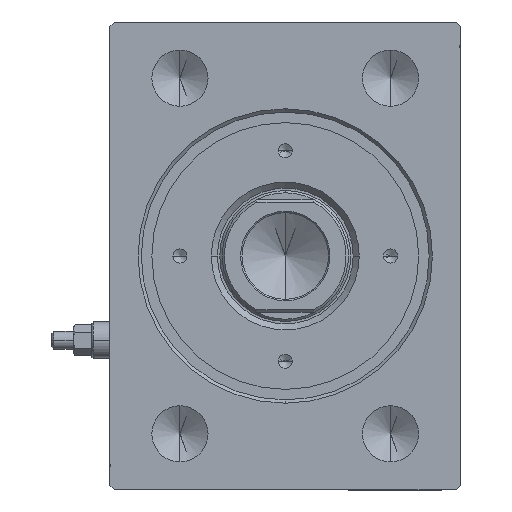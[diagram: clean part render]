
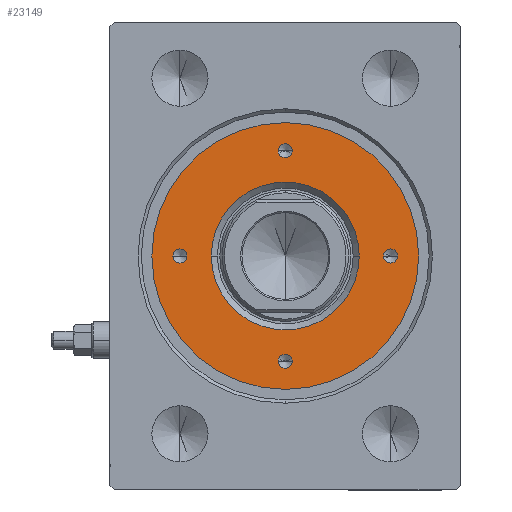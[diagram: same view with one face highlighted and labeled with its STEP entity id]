
A CAD part, left-side view. The second image highlights one B-rep face of the part: STEP entity #23149.
In plain terms, the highlighted face is planar.
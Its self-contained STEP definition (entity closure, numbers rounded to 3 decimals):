
#65 = CARTESIAN_POINT ( 'NONE',  ( 0., 0., 10. ) ) ;
#223 = DIRECTION ( 'NONE',  ( 1., 0., 0. ) ) ;
#324 = DIRECTION ( 'NONE',  ( 1., 0., 0. ) ) ;
#439 = ORIENTED_EDGE ( 'NONE', *, *, #8729, .T. ) ;
#811 = CIRCLE ( 'NONE', #35051, 1.5 ) ;
#905 = ORIENTED_EDGE ( 'NONE', *, *, #43386, .F. ) ;
#937 = DIRECTION ( 'NONE',  ( 0., 0., 1. ) ) ;
#1292 = AXIS2_PLACEMENT_3D ( 'NONE', #19479, #37023, #44080 ) ;
#1665 = FACE_BOUND ( 'NONE', #23332, .T. ) ;
#1963 = DIRECTION ( 'NONE',  ( 1., 0., 0. ) ) ;
#2237 = EDGE_CURVE ( 'NONE', #27144, #16680, #4119, .T. ) ;
#3374 = ORIENTED_EDGE ( 'NONE', *, *, #15664, .F. ) ;
#3673 = CIRCLE ( 'NONE', #10956, 1.5 ) ;
#3799 = CARTESIAN_POINT ( 'NONE',  ( 21., 0., 10. ) ) ;
#3974 = DIRECTION ( 'NONE',  ( 0., 0., 1. ) ) ;
#4119 = CIRCLE ( 'NONE', #29583, 15.8 ) ;
#4792 = CARTESIAN_POINT ( 'NONE',  ( 1.5, 22.5, 10. ) ) ;
#5787 = AXIS2_PLACEMENT_3D ( 'NONE', #29769, #21855, #1963 ) ;
#5810 = CIRCLE ( 'NONE', #24012, 1.5 ) ;
#6874 = EDGE_CURVE ( 'NONE', #8075, #29957, #15923, .T. ) ;
#6944 = DIRECTION ( 'NONE',  ( 1., 0., 0. ) ) ;
#7518 = DIRECTION ( 'NONE',  ( 0., 0., 1. ) ) ;
#7813 = EDGE_LOOP ( 'NONE', ( #3374, #905 ) ) ;
#8075 = VERTEX_POINT ( 'NONE', #36823 ) ;
#8302 = FACE_BOUND ( 'NONE', #15936, .T. ) ;
#8456 = CIRCLE ( 'NONE', #40480, 1.5 ) ;
#8729 = EDGE_CURVE ( 'NONE', #23397, #14828, #10859, .T. ) ;
#9192 = DIRECTION ( 'NONE',  ( 0., 0., 1. ) ) ;
#9688 = CIRCLE ( 'NONE', #42387, 1.5 ) ;
#9883 = CARTESIAN_POINT ( 'NONE',  ( 24., 0., 10. ) ) ;
#10071 = ORIENTED_EDGE ( 'NONE', *, *, #28286, .F. ) ;
#10831 = ORIENTED_EDGE ( 'NONE', *, *, #23398, .T. ) ;
#10859 = CIRCLE ( 'NONE', #5787, 28.5 ) ;
#10956 = AXIS2_PLACEMENT_3D ( 'NONE', #33959, #29628, #29405 ) ;
#11026 = CARTESIAN_POINT ( 'NONE',  ( -22.5, 0., 10. ) ) ;
#11046 = DIRECTION ( 'NONE',  ( 0., 0., -1. ) ) ;
#11100 = EDGE_LOOP ( 'NONE', ( #44627, #43716 ) ) ;
#12157 = FACE_BOUND ( 'NONE', #11100, .T. ) ;
#12616 = FACE_OUTER_BOUND ( 'NONE', #24002, .T. ) ;
#12958 = DIRECTION ( 'NONE',  ( 1., 0., 0. ) ) ;
#13235 = EDGE_CURVE ( 'NONE', #16680, #27144, #39363, .T. ) ;
#14379 = CARTESIAN_POINT ( 'NONE',  ( -21., 0., 10. ) ) ;
#14828 = VERTEX_POINT ( 'NONE', #32150 ) ;
#15246 = DIRECTION ( 'NONE',  ( 1., 0., 0. ) ) ;
#15664 = EDGE_CURVE ( 'NONE', #38247, #17360, #3673, .T. ) ;
#15923 = CIRCLE ( 'NONE', #19557, 1.5 ) ;
#15936 = EDGE_LOOP ( 'NONE', ( #42563, #10071 ) ) ;
#16069 = CARTESIAN_POINT ( 'NONE',  ( 0., 0., 10. ) ) ;
#16438 = ORIENTED_EDGE ( 'NONE', *, *, #21998, .F. ) ;
#16680 = VERTEX_POINT ( 'NONE', #28957 ) ;
#17360 = VERTEX_POINT ( 'NONE', #29475 ) ;
#17705 = AXIS2_PLACEMENT_3D ( 'NONE', #65, #937, #20788 ) ;
#17773 = CARTESIAN_POINT ( 'NONE',  ( -22.5, 0., 10. ) ) ;
#18075 = CARTESIAN_POINT ( 'NONE',  ( 0., 22.5, 10. ) ) ;
#18760 = FACE_BOUND ( 'NONE', #7813, .T. ) ;
#19120 = EDGE_CURVE ( 'NONE', #33709, #37845, #811, .T. ) ;
#19214 = FACE_BOUND ( 'NONE', #43444, .T. ) ;
#19479 = CARTESIAN_POINT ( 'NONE',  ( 0., -22.5, 10. ) ) ;
#19557 = AXIS2_PLACEMENT_3D ( 'NONE', #29810, #29584, #12958 ) ;
#20788 = DIRECTION ( 'NONE',  ( 1., 0., 0. ) ) ;
#20834 = AXIS2_PLACEMENT_3D ( 'NONE', #38282, #34862, #21832 ) ;
#21387 = ORIENTED_EDGE ( 'NONE', *, *, #6874, .F. ) ;
#21832 = DIRECTION ( 'NONE',  ( 1., 0., 0. ) ) ;
#21846 = DIRECTION ( 'NONE',  ( 0., 0., 1. ) ) ;
#21855 = DIRECTION ( 'NONE',  ( 0., 0., 1. ) ) ;
#21998 = EDGE_CURVE ( 'NONE', #37845, #33709, #9688, .T. ) ;
#22171 = CARTESIAN_POINT ( 'NONE',  ( 0., 0., 10. ) ) ;
#23149 = ADVANCED_FACE ( 'NONE', ( #1665, #18760, #8302, #19214, #12157, #12616 ), #26486, .T. ) ;
#23217 = VERTEX_POINT ( 'NONE', #9883 ) ;
#23332 = EDGE_LOOP ( 'NONE', ( #24379, #16438 ) ) ;
#23397 = VERTEX_POINT ( 'NONE', #42417 ) ;
#23398 = EDGE_CURVE ( 'NONE', #14828, #23397, #25683, .T. ) ;
#23522 = AXIS2_PLACEMENT_3D ( 'NONE', #22171, #9192, #39717 ) ;
#24002 = EDGE_LOOP ( 'NONE', ( #10831, #439 ) ) ;
#24012 = AXIS2_PLACEMENT_3D ( 'NONE', #18075, #3974, #42904 ) ;
#24379 = ORIENTED_EDGE ( 'NONE', *, *, #19120, .F. ) ;
#25683 = CIRCLE ( 'NONE', #17705, 28.5 ) ;
#26486 = PLANE ( 'NONE',  #23522 ) ;
#27144 = VERTEX_POINT ( 'NONE', #36837 ) ;
#28097 = CIRCLE ( 'NONE', #20834, 1.5 ) ;
#28286 = EDGE_CURVE ( 'NONE', #40276, #23217, #8456, .T. ) ;
#28324 = EDGE_CURVE ( 'NONE', #23217, #40276, #28097, .T. ) ;
#28845 = ORIENTED_EDGE ( 'NONE', *, *, #35384, .F. ) ;
#28957 = CARTESIAN_POINT ( 'NONE',  ( -15.8, 0., 10. ) ) ;
#28987 = CIRCLE ( 'NONE', #1292, 1.5 ) ;
#29405 = DIRECTION ( 'NONE',  ( 1., 0., 0. ) ) ;
#29475 = CARTESIAN_POINT ( 'NONE',  ( -1.5, 22.5, 10. ) ) ;
#29583 = AXIS2_PLACEMENT_3D ( 'NONE', #16069, #33615, #32936 ) ;
#29584 = DIRECTION ( 'NONE',  ( 0., 0., 1. ) ) ;
#29628 = DIRECTION ( 'NONE',  ( 0., 0., 1. ) ) ;
#29769 = CARTESIAN_POINT ( 'NONE',  ( 0., 0., 10. ) ) ;
#29810 = CARTESIAN_POINT ( 'NONE',  ( 0., -22.5, 10. ) ) ;
#29957 = VERTEX_POINT ( 'NONE', #37853 ) ;
#32150 = CARTESIAN_POINT ( 'NONE',  ( -28.5, 0., 10. ) ) ;
#32936 = DIRECTION ( 'NONE',  ( 1., 0., 0. ) ) ;
#33615 = DIRECTION ( 'NONE',  ( 0., 0., -1. ) ) ;
#33709 = VERTEX_POINT ( 'NONE', #14379 ) ;
#33959 = CARTESIAN_POINT ( 'NONE',  ( 0., 22.5, 10. ) ) ;
#34862 = DIRECTION ( 'NONE',  ( 0., 0., 1. ) ) ;
#34968 = CARTESIAN_POINT ( 'NONE',  ( 0., 0., 10. ) ) ;
#35051 = AXIS2_PLACEMENT_3D ( 'NONE', #11026, #44970, #6944 ) ;
#35384 = EDGE_CURVE ( 'NONE', #29957, #8075, #28987, .T. ) ;
#36823 = CARTESIAN_POINT ( 'NONE',  ( -1.5, -22.5, 10. ) ) ;
#36837 = CARTESIAN_POINT ( 'NONE',  ( 15.8, 0., 10. ) ) ;
#37023 = DIRECTION ( 'NONE',  ( 0., 0., 1. ) ) ;
#37835 = CARTESIAN_POINT ( 'NONE',  ( 22.5, 0., 10. ) ) ;
#37845 = VERTEX_POINT ( 'NONE', #40941 ) ;
#37853 = CARTESIAN_POINT ( 'NONE',  ( 1.5, -22.5, 10. ) ) ;
#38247 = VERTEX_POINT ( 'NONE', #4792 ) ;
#38282 = CARTESIAN_POINT ( 'NONE',  ( 22.5, 0., 10. ) ) ;
#39363 = CIRCLE ( 'NONE', #40848, 15.8 ) ;
#39717 = DIRECTION ( 'NONE',  ( 1., 0., 0. ) ) ;
#40276 = VERTEX_POINT ( 'NONE', #3799 ) ;
#40480 = AXIS2_PLACEMENT_3D ( 'NONE', #37835, #7518, #223 ) ;
#40848 = AXIS2_PLACEMENT_3D ( 'NONE', #34968, #11046, #324 ) ;
#40941 = CARTESIAN_POINT ( 'NONE',  ( -24., 0., 10. ) ) ;
#42387 = AXIS2_PLACEMENT_3D ( 'NONE', #17773, #21846, #15246 ) ;
#42417 = CARTESIAN_POINT ( 'NONE',  ( 28.5, 0., 10. ) ) ;
#42563 = ORIENTED_EDGE ( 'NONE', *, *, #28324, .F. ) ;
#42904 = DIRECTION ( 'NONE',  ( 1., 0., 0. ) ) ;
#43386 = EDGE_CURVE ( 'NONE', #17360, #38247, #5810, .T. ) ;
#43444 = EDGE_LOOP ( 'NONE', ( #28845, #21387 ) ) ;
#43716 = ORIENTED_EDGE ( 'NONE', *, *, #13235, .T. ) ;
#44080 = DIRECTION ( 'NONE',  ( 1., 0., 0. ) ) ;
#44627 = ORIENTED_EDGE ( 'NONE', *, *, #2237, .T. ) ;
#44970 = DIRECTION ( 'NONE',  ( 0., 0., 1. ) ) ;
